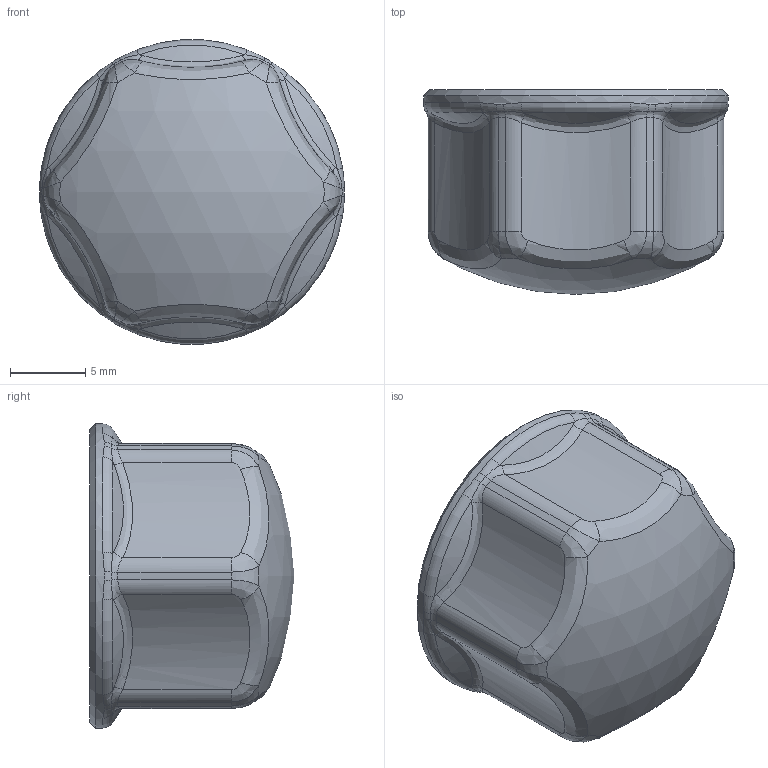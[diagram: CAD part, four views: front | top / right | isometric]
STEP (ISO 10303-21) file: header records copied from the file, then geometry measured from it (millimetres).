
FILE_DESCRIPTION(/* description */ (''),/* implementation_level */ '2;1');
FILE_NAME(/* name */ 'encoder_knob_x1.step',/* time_stamp */ '2025-12-31T11:26:39-05:00',/* author */ (''),/* organization */ (''),/* preprocessor_version */ 'ST-DEVELOPER v20.1',/* originating_system */ 'Autodesk Translation Framework v14.21.0.0',/* authorisation */ '');
FILE_SCHEMA (('AUTOMOTIVE_DESIGN { 1 0 10303 214 3 1 1 }'));
Length unit declared in the file: millimetre
Products named in the file (1): encoder_knob:1
Bounding box: 20.2 x 13.55 x 20.2 mm (x, y, z)
Volume: 2772.5 mm3; surface area: 1498.8 mm2
Topology: 1 solids, 1 shells, 111 faces, 255 edges, 147 vertices
Faces by surface type: bspline 48, cylinder 27, torus 24, sphere 7, cone 3, plane 2
Full cylindrical faces by diameter (mm): 5.9 x1, 7.4 x1, 20.2 x1
Entity records: 6426 total; most frequent: CARTESIAN_POINT 4167, ORIENTED_EDGE 510, DIRECTION 416, EDGE_CURVE 255, AXIS2_PLACEMENT_3D 193, VERTEX_POINT 147, CIRCLE 117, EDGE_LOOP 112
